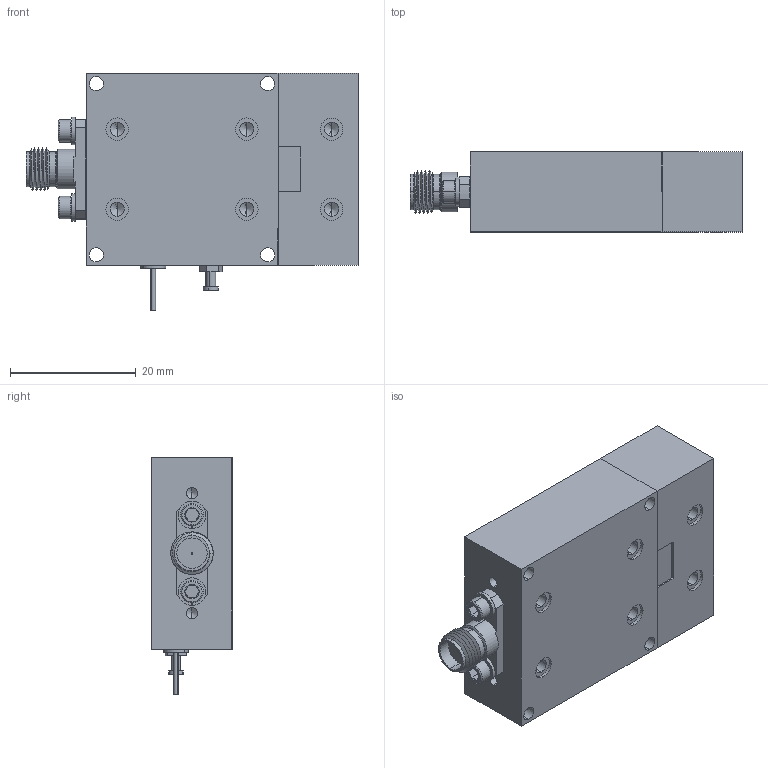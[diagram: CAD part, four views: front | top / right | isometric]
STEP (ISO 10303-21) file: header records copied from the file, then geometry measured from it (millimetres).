
FILE_DESCRIPTION (( 'STEP AP203' ), '1' );
FILE_NAME ('SBL-2634032030-KF28-S1.STEP', '2019-09-19T00:07:14', ( '' ), ( '' ), 'SwSTEP 2.0', 'SolidWorks 2016', '' );
FILE_SCHEMA (( 'CONFIG_CONTROL_DESIGN' ));
Length unit declared in the file: inch
Products named in the file (1): SBL-2634032030-KF28-S1
Bounding box: 52.7 x 12.7 x 37.72 mm (x, y, z)
Volume: 16612.8 mm3; surface area: 8992.8 mm2
Topology: 16 solids, 16 shells, 467 faces, 1106 edges, 680 vertices
Faces by surface type: plane 190, cylinder 163, cone 108, bspline 4, torus 2
Entity records: 14491 total; most frequent: CARTESIAN_POINT 3871, DIRECTION 2231, ORIENTED_EDGE 2140, EDGE_CURVE 1070, AXIS2_PLACEMENT_3D 861, VERTEX_POINT 680, EDGE_LOOP 536, LINE 509
